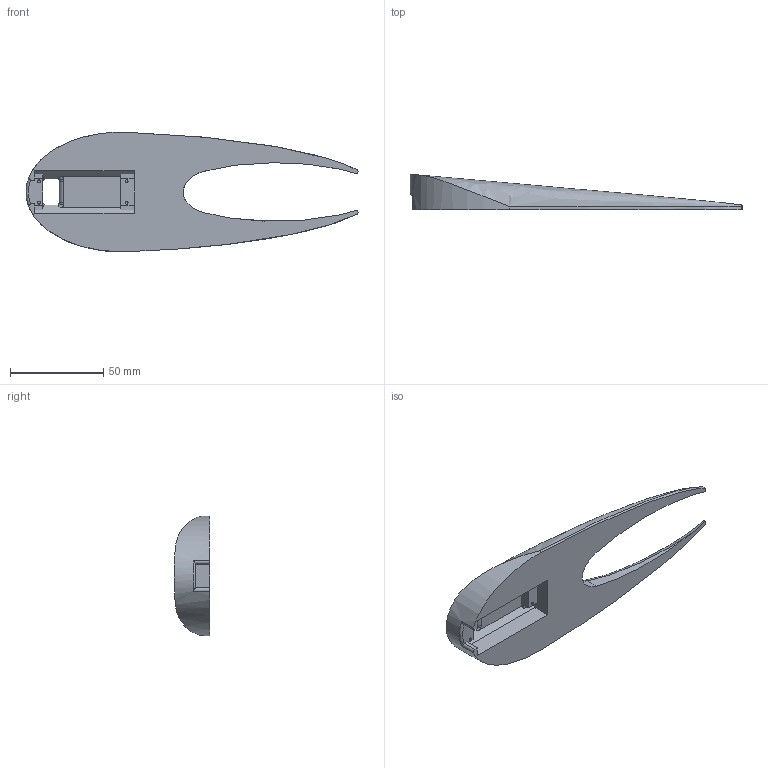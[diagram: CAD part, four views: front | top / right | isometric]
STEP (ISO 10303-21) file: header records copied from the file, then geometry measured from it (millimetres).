
FILE_DESCRIPTION(/* description */ (''),/* implementation_level */ '2;1');
FILE_NAME(/* name */ 'Base.step',/* time_stamp */ '2023-05-21T05:04:03-05:00',/* author */ (''),/* organization */ (''),/* preprocessor_version */ 'ST-DEVELOPER v19.2',/* originating_system */ 'Autodesk Translation Framework v12.4.0.73',/* authorisation */ '');
FILE_SCHEMA (('AUTOMOTIVE_DESIGN { 1 0 10303 214 3 1 1 }'));
Length unit declared in the file: inch
Products named in the file (1): Base2
Bounding box: 177.79 x 18.94 x 64.05 mm (x, y, z)
Volume: 64743.8 mm3; surface area: 19474.8 mm2
Topology: 1 solids, 1 shells, 70 faces, 191 edges, 126 vertices
Faces by surface type: plane 35, cylinder 17, bspline 12, torus 6
Full cylindrical faces by diameter (mm): 1.524 x4
Entity records: 2931 total; most frequent: CARTESIAN_POINT 1191, ORIENTED_EDGE 382, DIRECTION 313, EDGE_CURVE 191, VERTEX_POINT 126, AXIS2_PLACEMENT_3D 106, LINE 101, VECTOR 101
